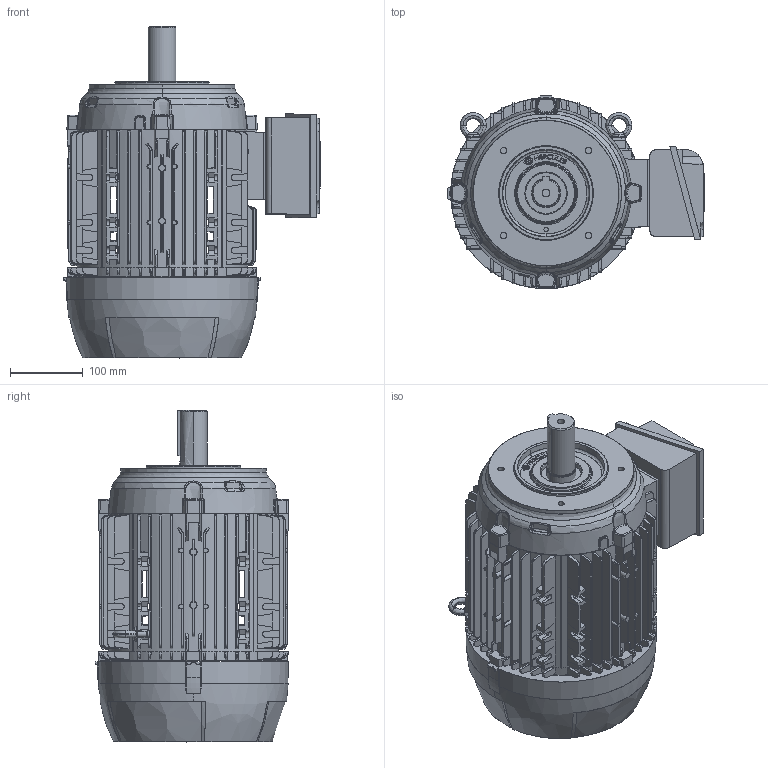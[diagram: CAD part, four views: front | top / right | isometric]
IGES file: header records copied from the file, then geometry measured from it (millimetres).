
Start section: SolidWorks IGES file using analytic representation for surfaces
Global section: file name: 132S_SP_DI_LEFT.igs; native system: SolidWorks 2020; preprocessor: SolidWorks 2020; author: klemz; date: 220727.090352; units: millimetre
Bounding box: 352.04 x 265.9 x 456 mm (x, y, z)
Surface area: 818127.6 mm2 (no closed solid volume)
Topology: 0 solids, 0 shells, 2196 faces, 22835 edges, 22828 vertices
Faces by surface type: bspline 1656, revolution 540
